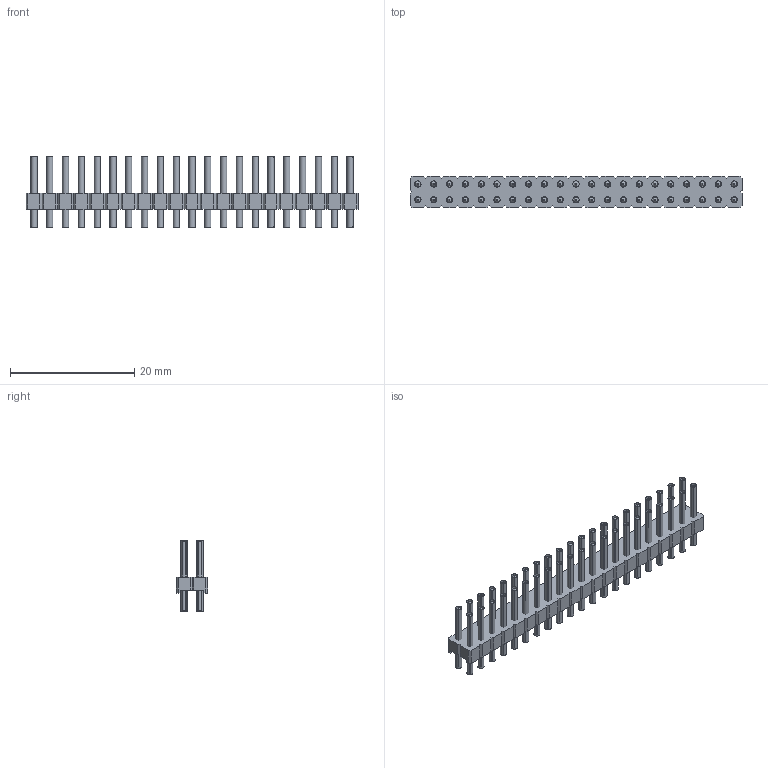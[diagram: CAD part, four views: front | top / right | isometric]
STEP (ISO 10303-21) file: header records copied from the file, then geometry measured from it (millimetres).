
FILE_DESCRIPTION(/* description */ ('-'),/* implementation_level */ '2;1');
FILE_NAME(/* name */ 'Stiftleiste, RM 2,54 mm - 6-3 mm, gerade - 2 x 21 - schwarz',/* time_stamp */ '2022-04-18T17:19:10+02:00',/* author */ ('c.wilms'),/* organization */ ('-'),/* preprocessor_version */ 'ST-DEVELOPER v16.7',/* originating_system */ 'Solid Edge',/* authorisation */ 'Unknown');
FILE_SCHEMA (('AUTOMOTIVE_DESIGN {1 0 10303 214 3 1 1}'));
Length unit declared in the file: millimetre
Products named in the file (3): Stiftleiste, RM 2,54 mm - 6-3 mm, gerade - 2 x 21 - schwarz; Stiftleiste, RM 2,54 mm - Stift -  6-3 mm, gerade; Stiftleiste, RM 2,54 mm - Träger - 2 x 21 - schwarz
Assembly tree (43 placements, depth 2):
  Stiftleiste, RM 2,54 mm - 6-3 mm, gerade - 2 x 21 - schwarz
    Stiftleiste, RM 2,54 mm - Stift -  6-3 mm, gerade  x42
    Stiftleiste, RM 2,54 mm - Träger - 2 x 21 - schwarz
Bounding box: 53.34 x 5.08 x 11.54 mm (x, y, z)
Volume: 733.2 mm3; surface area: 3800.9 mm2
Topology: 43 solids, 85 shells, 1274 faces, 3564 edges, 2376 vertices
Faces by surface type: plane 896, cylinder 378
Full cylindrical faces by diameter (mm): 1 x42
Entity records: 17178 total; most frequent: CARTESIAN_POINT 2993, ORIENTED_EDGE 2942, DIRECTION 2904, EDGE_CURVE 1472, LINE 1118, VECTOR 1118, VERTEX_POINT 982, AXIS2_PLACEMENT_3D 893
